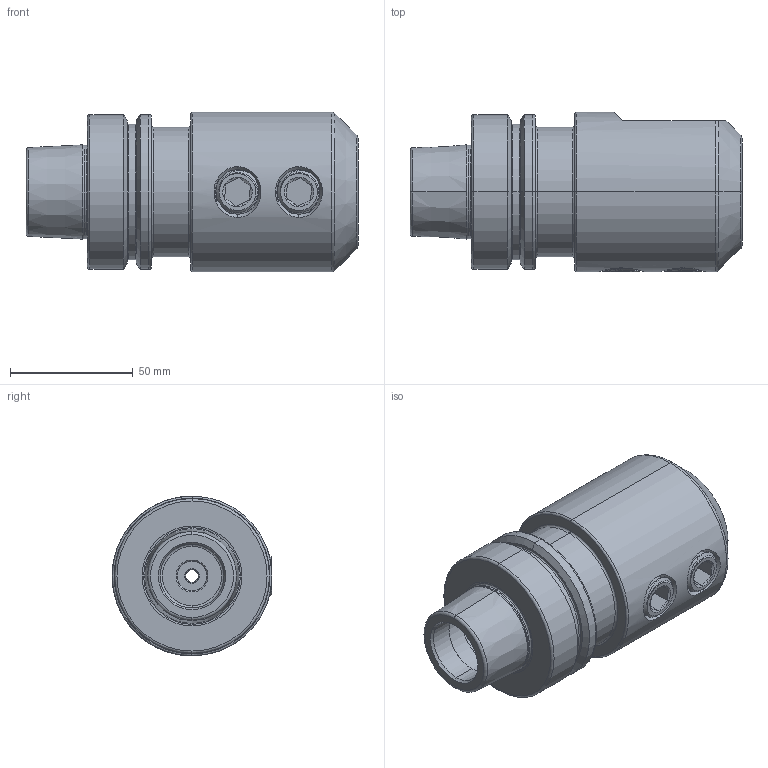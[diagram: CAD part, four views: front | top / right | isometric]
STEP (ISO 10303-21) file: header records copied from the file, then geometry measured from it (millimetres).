
FILE_DESCRIPTION (( 'STEP AP203' ), '1' );
FILE_NAME ('F63.04.25.STEP', '2017-12-26T01:09:53', ( '' ), ( '' ), 'SwSTEP 2.0', 'SolidWorks 2012', '' );
FILE_SCHEMA (( 'CONFIG_CONTROL_DESIGN' ));
Length unit declared in the file: millimetre
Products named in the file (3): F63.04.25; 側固18_M18x2_20L
Assembly tree (3 placements, depth 2):
  F63.04.25
    F63.04.25
    側固18_M18x2_20L  x2
Bounding box: 135 x 65 x 65 mm (x, y, z)
Volume: 295070.8 mm3; surface area: 49074.9 mm2
Topology: 3 solids, 3 shells, 248 faces, 625 edges, 392 vertices
Faces by surface type: cylinder 108, cone 42, bspline 34, torus 33, plane 31
Entity records: 24928 total; most frequent: CARTESIAN_POINT 20269, ORIENTED_EDGE 1036, DIRECTION 786, EDGE_CURVE 518, AXIS2_PLACEMENT_3D 331, VERTEX_POINT 325, EDGE_LOOP 225, ADVANCED_FACE 208
